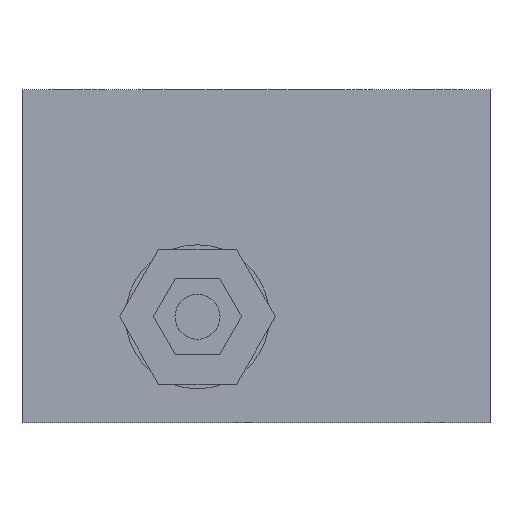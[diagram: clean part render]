
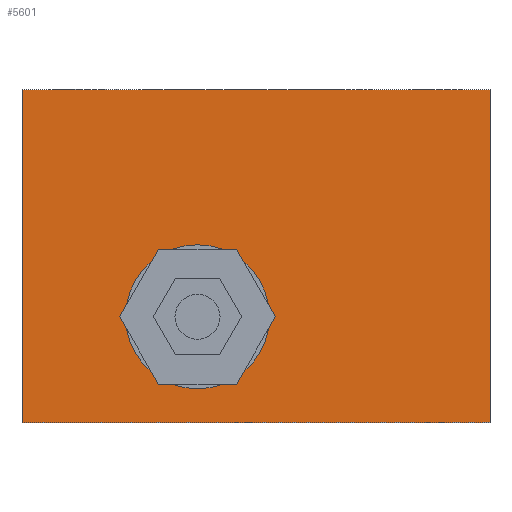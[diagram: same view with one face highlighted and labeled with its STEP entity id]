
A CAD part, front view. The second image highlights one B-rep face of the part: STEP entity #5601.
In plain terms, the highlighted planar face has unit normal (0, -1, 0).
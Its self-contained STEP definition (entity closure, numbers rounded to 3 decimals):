
#134=LINE('',#7452,#658);
#217=LINE('',#7863,#741);
#527=LINE('',#9432,#1051);
#528=LINE('',#9573,#1052);
#658=VECTOR('',#6135,74.);
#741=VECTOR('',#6270,74.);
#1051=VECTOR('',#6778,104.);
#1052=VECTOR('',#6961,104.);
#1484=FACE_BOUND('',#2392,.T.);
#1656=PLANE('',#5920);
#1977=FACE_OUTER_BOUND('',#2391,.T.);
#2391=EDGE_LOOP('',(#5119,#5120,#5121,#5122));
#2392=EDGE_LOOP('',(#5123));
#2500=CIRCLE('',#5863,16.);
#2595=VERTEX_POINT('',#7450);
#2596=VERTEX_POINT('',#7451);
#2673=VERTEX_POINT('',#7860);
#2674=VERTEX_POINT('',#7862);
#2980=VERTEX_POINT('',#9492);
#3147=EDGE_CURVE('',#2595,#2596,#134,.T.);
#3260=EDGE_CURVE('',#2674,#2673,#217,.T.);
#3682=EDGE_CURVE('',#2674,#2595,#527,.T.);
#3708=EDGE_CURVE('',#2980,#2980,#2500,.T.);
#3732=EDGE_CURVE('',#2596,#2673,#528,.T.);
#5119=ORIENTED_EDGE('',*,*,#3260,.T.);
#5120=ORIENTED_EDGE('',*,*,#3732,.F.);
#5121=ORIENTED_EDGE('',*,*,#3147,.F.);
#5122=ORIENTED_EDGE('',*,*,#3682,.F.);
#5123=ORIENTED_EDGE('',*,*,#3708,.T.);
#5601=ADVANCED_FACE('',(#1977,#1484),#1656,.F.);
#5863=AXIS2_PLACEMENT_3D('',#9493,#6847,#6848);
#5920=AXIS2_PLACEMENT_3D('',#9575,#6963,#6964);
#6135=DIRECTION('',(0.,0.,-1.));
#6270=DIRECTION('',(0.,0.,-1.));
#6778=DIRECTION('',(1.,0.,0.));
#6847=DIRECTION('center_axis',(0.,1.,0.));
#6848=DIRECTION('ref_axis',(1.,0.,0.));
#6961=DIRECTION('',(-1.,0.,0.));
#6963=DIRECTION('center_axis',(0.,1.,0.));
#6964=DIRECTION('ref_axis',(0.,0.,1.));
#7450=CARTESIAN_POINT('',(431.,0.,119.));
#7451=CARTESIAN_POINT('',(431.,0.,45.));
#7452=CARTESIAN_POINT('',(431.,0.,82.));
#7860=CARTESIAN_POINT('',(327.,0.,45.));
#7862=CARTESIAN_POINT('',(327.,0.,119.));
#7863=CARTESIAN_POINT('',(327.,0.,82.));
#9432=CARTESIAN_POINT('',(379.,0.,119.));
#9492=CARTESIAN_POINT('',(350.,0.,68.5));
#9493=CARTESIAN_POINT('Origin',(366.,0.,68.5));
#9573=CARTESIAN_POINT('',(379.,0.,45.));
#9575=CARTESIAN_POINT('Origin',(379.,0.,82.));
